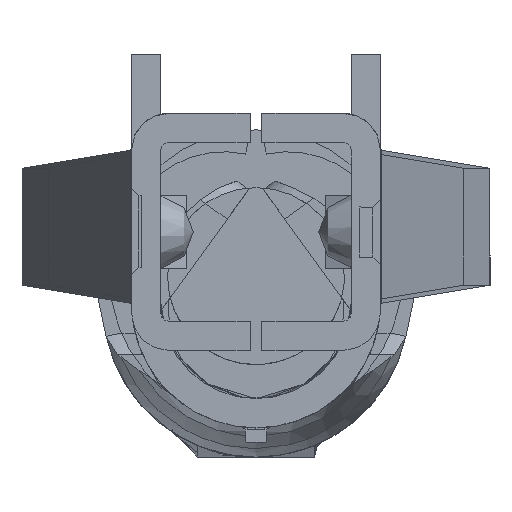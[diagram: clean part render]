
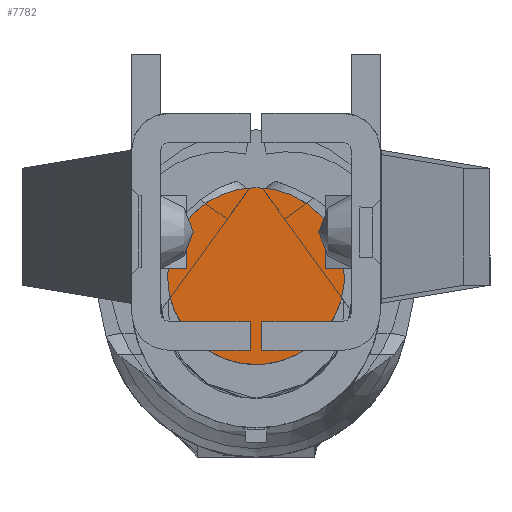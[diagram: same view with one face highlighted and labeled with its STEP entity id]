
A CAD part, left-side view. The second image highlights one B-rep face of the part: STEP entity #7782.
In plain terms, the highlighted planar face has unit normal (-1, 0, 0).
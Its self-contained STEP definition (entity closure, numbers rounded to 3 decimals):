
#1697=PLANE('',#8265);
#1991=ORIENTED_EDGE('',*,*,#4339,.T.);
#4339=EDGE_CURVE('',#5515,#5515,#6273,.T.);
#5515=VERTEX_POINT('',#11159);
#6273=CIRCLE('',#8266,0.605);
#6561=EDGE_LOOP('',(#1991));
#7083=FACE_BOUND('',#6561,.T.);
#7782=ADVANCED_FACE('',(#7083),#1697,.T.);
#8265=AXIS2_PLACEMENT_3D('',#11157,#9003,#9004);
#8266=AXIS2_PLACEMENT_3D('',#11158,#9005,#9006);
#9003=DIRECTION('',(-1.,0.,0.));
#9004=DIRECTION('',(0.,0.,1.));
#9005=DIRECTION('',(-1.,0.,0.));
#9006=DIRECTION('',(0.,1.,0.));
#11157=CARTESIAN_POINT('',(-150.,0.,0.));
#11158=CARTESIAN_POINT('',(-150.,0.,0.));
#11159=CARTESIAN_POINT('',(-150.,0.605,0.));
